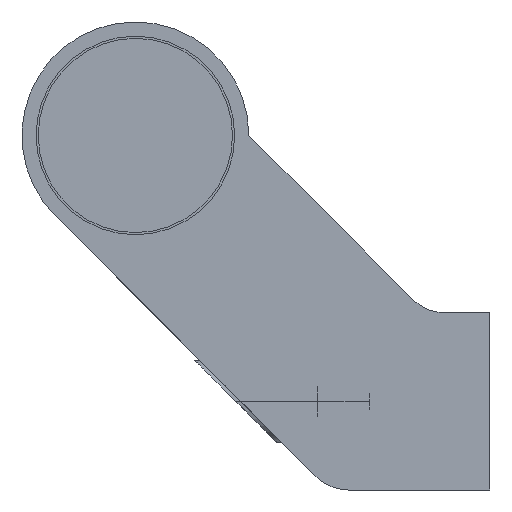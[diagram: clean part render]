
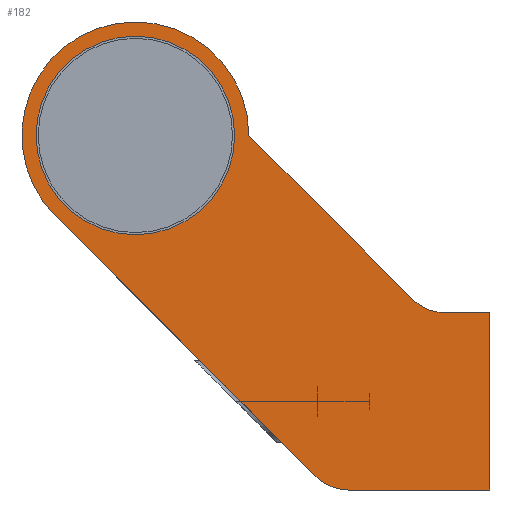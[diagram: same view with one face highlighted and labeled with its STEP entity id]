
A CAD part, left-side view. The second image highlights one B-rep face of the part: STEP entity #182.
In plain terms, the highlighted planar face has unit normal (-1, 0, 0).
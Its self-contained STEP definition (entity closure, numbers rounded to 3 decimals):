
#182=ADVANCED_FACE('',(#380,#381),#382,.T.);
#380=FACE_BOUND('',#589,.T.);
#381=FACE_OUTER_BOUND('',#590,.T.);
#382=PLANE('',#591);
#589=EDGE_LOOP('',(#1031,#1032));
#590=EDGE_LOOP('',(#1033,#1034,#1035,#1036,#1037,#1038,#1039,#1040,#1041));
#591=AXIS2_PLACEMENT_3D('',#1042,#1043,#1044);
#1031=ORIENTED_EDGE('',*,*,#1267,.T.);
#1032=ORIENTED_EDGE('',*,*,#1173,.T.);
#1033=ORIENTED_EDGE('',*,*,#1153,.F.);
#1034=ORIENTED_EDGE('',*,*,#1310,.F.);
#1035=ORIENTED_EDGE('',*,*,#1306,.F.);
#1036=ORIENTED_EDGE('',*,*,#1302,.F.);
#1037=ORIENTED_EDGE('',*,*,#1298,.F.);
#1038=ORIENTED_EDGE('',*,*,#1294,.F.);
#1039=ORIENTED_EDGE('',*,*,#1290,.F.);
#1040=ORIENTED_EDGE('',*,*,#1286,.F.);
#1041=ORIENTED_EDGE('',*,*,#1282,.F.);
#1042=CARTESIAN_POINT('',(-7.0,31.747,18.212));
#1043=DIRECTION('',(-1.0,0.0,0.));
#1044=DIRECTION('',(0.,0.0,1.0));
#1153=EDGE_CURVE('',#1355,#1351,#1357,.T.);
#1173=EDGE_CURVE('',#1387,#1391,#1393,.T.);
#1267=EDGE_CURVE('',#1391,#1387,#1530,.T.);
#1282=EDGE_CURVE('',#1351,#1546,#1547,.T.);
#1286=EDGE_CURVE('',#1546,#1552,#1553,.T.);
#1290=EDGE_CURVE('',#1552,#1558,#1559,.T.);
#1294=EDGE_CURVE('',#1558,#1564,#1565,.T.);
#1298=EDGE_CURVE('',#1564,#1570,#1571,.T.);
#1302=EDGE_CURVE('',#1570,#1576,#1577,.T.);
#1306=EDGE_CURVE('',#1576,#1582,#1583,.T.);
#1310=EDGE_CURVE('',#1582,#1355,#1588,.T.);
#1351=VERTEX_POINT('',#1641);
#1355=VERTEX_POINT('',#1646);
#1357=CIRCLE('',#1649,16.0);
#1387=VERTEX_POINT('',#1685);
#1391=VERTEX_POINT('',#1690);
#1393=CIRCLE('',#1693,14.0);
#1530=CIRCLE('',#1861,14.0);
#1546=VERTEX_POINT('',#1877);
#1547=CIRCLE('',#1878,16.0);
#1552=VERTEX_POINT('',#1884);
#1553=LINE('',#1885,#1886);
#1558=VERTEX_POINT('',#1893);
#1559=CIRCLE('',#1894,6.5);
#1564=VERTEX_POINT('',#1900);
#1565=LINE('',#1901,#1902);
#1570=VERTEX_POINT('',#1909);
#1571=LINE('',#1910,#1911);
#1576=VERTEX_POINT('',#1918);
#1577=LINE('',#1919,#1920);
#1582=VERTEX_POINT('',#1927);
#1583=CIRCLE('',#1928,6.5);
#1588=LINE('',#1934,#1935);
#1641=CARTESIAN_POINT('',(-7.0,50.0,53.5));
#1646=CARTESIAN_POINT('',(-7.0,61.314,26.186));
#1649=AXIS2_PLACEMENT_3D('',#1993,#1994,#1995);
#1685=CARTESIAN_POINT('',(-7.0,50.0,23.5));
#1690=CARTESIAN_POINT('',(-7.0,50.0,51.5));
#1693=AXIS2_PLACEMENT_3D('',#2025,#2026,#2027);
#1861=AXIS2_PLACEMENT_3D('',#2161,#2162,#2163);
#1877=CARTESIAN_POINT('',(-7.0,34.0,37.5));
#1878=AXIS2_PLACEMENT_3D('',#2188,#2189,#2190);
#1884=CARTESIAN_POINT('',(-7.0,10.904,14.404));
#1885=CARTESIAN_POINT('',(-7.0,10.904,14.404));
#1886=VECTOR('',#2195,1.);
#1893=CARTESIAN_POINT('',(-7.0,6.308,12.5));
#1894=AXIS2_PLACEMENT_3D('',#2198,#2199,#2200);
#1900=CARTESIAN_POINT('',(-7.0,0.0,12.5));
#1901=CARTESIAN_POINT('',(-7.0,0.0,12.5));
#1902=VECTOR('',#2205,1.0);
#1909=CARTESIAN_POINT('',(-7.0,0.0,-12.5));
#1910=CARTESIAN_POINT('',(-7.0,0.0,-12.5));
#1911=VECTOR('',#2208,1.0);
#1918=CARTESIAN_POINT('',(-7.0,19.935,-12.5));
#1919=CARTESIAN_POINT('',(-7.0,19.935,-12.5));
#1920=VECTOR('',#2211,1.0);
#1927=CARTESIAN_POINT('',(-7.0,24.531,-10.596));
#1928=AXIS2_PLACEMENT_3D('',#2214,#2215,#2216);
#1934=CARTESIAN_POINT('',(-7.0,24.531,-10.596));
#1935=VECTOR('',#2221,1.);
#1993=CARTESIAN_POINT('',(-7.0,50.0,37.5));
#1994=DIRECTION('',(1.0,0.0,0.));
#1995=DIRECTION('',(0.,0.0,1.0));
#2025=CARTESIAN_POINT('',(-7.0,50.0,37.5));
#2026=DIRECTION('',(1.0,0.0,0.));
#2027=DIRECTION('',(0.,0.0,-1.0));
#2161=CARTESIAN_POINT('',(-7.0,50.0,37.5));
#2162=DIRECTION('',(1.0,0.0,0.));
#2163=DIRECTION('',(0.,0.0,-1.0));
#2188=CARTESIAN_POINT('',(-7.0,50.0,37.5));
#2189=DIRECTION('',(1.0,0.0,0.));
#2190=DIRECTION('',(0.,0.0,1.0));
#2195=DIRECTION('',(0.,-0.707,-0.707));
#2198=CARTESIAN_POINT('',(-7.0,6.308,19.0));
#2199=DIRECTION('',(-1.0,0.0,0.));
#2200=DIRECTION('',(0.,0.0,1.0));
#2205=DIRECTION('',(0.0,-1.0,0.0));
#2208=DIRECTION('',(0.,0.0,-1.0));
#2211=DIRECTION('',(0.0,1.0,0.0));
#2214=CARTESIAN_POINT('',(-7.0,19.935,-6.0));
#2215=DIRECTION('',(1.0,0.0,0.));
#2216=DIRECTION('',(0.,0.0,1.0));
#2221=DIRECTION('',(0.,0.707,0.707));
